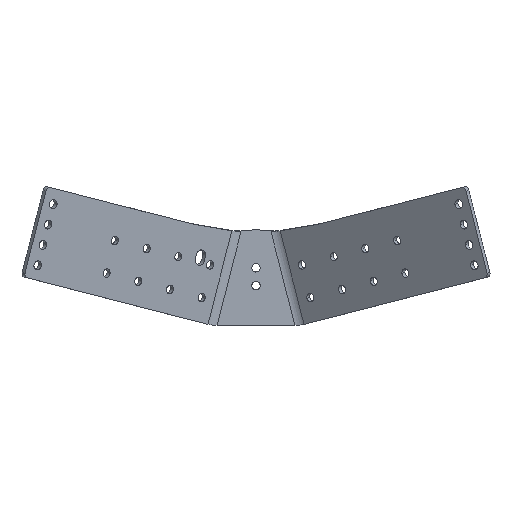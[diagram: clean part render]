
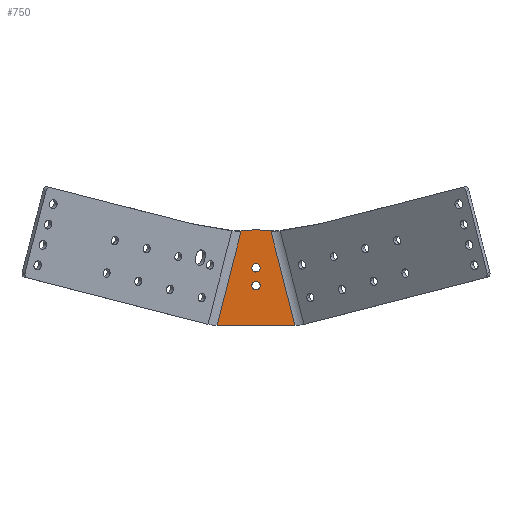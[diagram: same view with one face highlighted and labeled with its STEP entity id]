
A CAD part, top view. The second image highlights one B-rep face of the part: STEP entity #750.
In plain terms, the highlighted planar face has unit normal (0, 0, 1).
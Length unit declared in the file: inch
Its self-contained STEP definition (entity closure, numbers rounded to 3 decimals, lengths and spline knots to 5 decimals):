
#12 = CARTESIAN_POINT ( 'NONE',  ( 0., 2.27162, 0. ) ) ;
#55 = CARTESIAN_POINT ( 'NONE',  ( 0., 1.36583, 0. ) ) ;
#75 = VERTEX_POINT ( 'NONE', #2088 ) ;
#101 = PLANE ( 'NONE',  #1795 ) ;
#104 = ORIENTED_EDGE ( 'NONE', *, *, #2639, .T. ) ;
#114 = CARTESIAN_POINT ( 'NONE',  ( 0., 0.94083, 0. ) ) ;
#131 = DIRECTION ( 'NONE',  ( 0., 0., -1. ) ) ;
#179 = CARTESIAN_POINT ( 'NONE',  ( 0., 0., 0. ) ) ;
#182 = VERTEX_POINT ( 'NONE', #282 ) ;
#203 = EDGE_LOOP ( 'NONE', ( #2956, #2157 ) ) ;
#236 = CARTESIAN_POINT ( 'NONE',  ( 0.1005, 0.94083, 0. ) ) ;
#270 = VECTOR ( 'NONE', #486, 39.37008 ) ;
#282 = CARTESIAN_POINT ( 'NONE',  ( -0.92487, 0., 0. ) ) ;
#293 = VECTOR ( 'NONE', #1845, 39.37008 ) ;
#296 = EDGE_CURVE ( 'NONE', #1778, #1888, #402, .T. ) ;
#309 = CARTESIAN_POINT ( 'NONE',  ( 0.1005, 1.36583, 0. ) ) ;
#402 = CIRCLE ( 'NONE', #1206, 0.1005 ) ;
#414 = CARTESIAN_POINT ( 'NONE',  ( 0., 2.17124, 0. ) ) ;
#427 = VECTOR ( 'NONE', #2612, 39.37008 ) ;
#453 = VERTEX_POINT ( 'NONE', #1849 ) ;
#486 = DIRECTION ( 'NONE',  ( -0.996, -0.087, 0. ) ) ;
#495 = ORIENTED_EDGE ( 'NONE', *, *, #2196, .T. ) ;
#537 = FACE_OUTER_BOUND ( 'NONE', #2873, .T. ) ;
#551 = EDGE_CURVE ( 'NONE', #75, #1952, #2065, .T. ) ;
#557 = CARTESIAN_POINT ( 'NONE',  ( -0.00866, 2.27087, 0. ) ) ;
#654 = DIRECTION ( 'NONE',  ( 0., 1., 0. ) ) ;
#677 = ORIENTED_EDGE ( 'NONE', *, *, #904, .F. ) ;
#719 = CARTESIAN_POINT ( 'NONE',  ( -0.35215, 2.24102, 0. ) ) ;
#750 = ADVANCED_FACE ( 'NONE', ( #2027, #1078, #537 ), #101, .F. ) ;
#787 = CARTESIAN_POINT ( 'NONE',  ( 0., 0.63885, 0. ) ) ;
#791 = VECTOR ( 'NONE', #1358, 39.37008 ) ;
#826 = AXIS2_PLACEMENT_3D ( 'NONE', #1212, #1442, #1759 ) ;
#835 = DIRECTION ( 'NONE',  ( 0., 0., -1. ) ) ;
#844 = EDGE_CURVE ( 'NONE', #1752, #1426, #1155, .T. ) ;
#888 = AXIS2_PLACEMENT_3D ( 'NONE', #1337, #131, #654 ) ;
#904 = EDGE_CURVE ( 'NONE', #75, #182, #1873, .T. ) ;
#925 = LINE ( 'NONE', #1681, #427 ) ;
#972 = CARTESIAN_POINT ( 'NONE',  ( -0.1005, 0.94083, 0. ) ) ;
#1003 = AXIS2_PLACEMENT_3D ( 'NONE', #414, #1611, #2797 ) ;
#1014 = DIRECTION ( 'NONE',  ( 0., 0., -1. ) ) ;
#1078 = FACE_BOUND ( 'NONE', #1794, .T. ) ;
#1124 = CARTESIAN_POINT ( 'NONE',  ( 0.54857, 2.22395, 0. ) ) ;
#1155 = CIRCLE ( 'NONE', #1003, 0.1 ) ;
#1206 = AXIS2_PLACEMENT_3D ( 'NONE', #114, #835, #2963 ) ;
#1212 = CARTESIAN_POINT ( 'NONE',  ( 0., 1.36583, 0. ) ) ;
#1231 = VERTEX_POINT ( 'NONE', #309 ) ;
#1234 = DIRECTION ( 'NONE',  ( 0., 1., 0. ) ) ;
#1337 = CARTESIAN_POINT ( 'NONE',  ( 0., 0.94083, 0. ) ) ;
#1358 = DIRECTION ( 'NONE',  ( -0.248, 0.969, 0. ) ) ;
#1362 = ORIENTED_EDGE ( 'NONE', *, *, #3086, .T. ) ;
#1426 = VERTEX_POINT ( 'NONE', #557 ) ;
#1442 = DIRECTION ( 'NONE',  ( 0., 0., -1. ) ) ;
#1499 = CARTESIAN_POINT ( 'NONE',  ( 0.35215, 2.24102, 0. ) ) ;
#1522 = CIRCLE ( 'NONE', #2813, 0.1005 ) ;
#1570 = DIRECTION ( 'NONE',  ( -0.996, 0.087, 0. ) ) ;
#1591 = LINE ( 'NONE', #1124, #2138 ) ;
#1611 = DIRECTION ( 'NONE',  ( 0., 0., 1. ) ) ;
#1681 = CARTESIAN_POINT ( 'NONE',  ( -0.71491, 0.82156, 0. ) ) ;
#1699 = ORIENTED_EDGE ( 'NONE', *, *, #2355, .T. ) ;
#1752 = VERTEX_POINT ( 'NONE', #2335 ) ;
#1759 = DIRECTION ( 'NONE',  ( 0., 1., 0. ) ) ;
#1778 = VERTEX_POINT ( 'NONE', #236 ) ;
#1794 = EDGE_LOOP ( 'NONE', ( #1699, #2084 ) ) ;
#1795 = AXIS2_PLACEMENT_3D ( 'NONE', #787, #2680, #2213 ) ;
#1845 = DIRECTION ( 'NONE',  ( -1., 0., 0. ) ) ;
#1849 = CARTESIAN_POINT ( 'NONE',  ( -0.1005, 1.36583, 0. ) ) ;
#1873 = LINE ( 'NONE', #179, #293 ) ;
#1888 = VERTEX_POINT ( 'NONE', #972 ) ;
#1952 = VERTEX_POINT ( 'NONE', #1499 ) ;
#2023 = CIRCLE ( 'NONE', #826, 0.1005 ) ;
#2027 = FACE_BOUND ( 'NONE', #203, .T. ) ;
#2065 = LINE ( 'NONE', #3003, #791 ) ;
#2084 = ORIENTED_EDGE ( 'NONE', *, *, #2642, .T. ) ;
#2088 = CARTESIAN_POINT ( 'NONE',  ( 0.92487, 0., 0. ) ) ;
#2138 = VECTOR ( 'NONE', #1570, 39.37008 ) ;
#2157 = ORIENTED_EDGE ( 'NONE', *, *, #296, .T. ) ;
#2179 = LINE ( 'NONE', #12, #270 ) ;
#2196 = EDGE_CURVE ( 'NONE', #2669, #182, #925, .T. ) ;
#2213 = DIRECTION ( 'NONE',  ( 0., 1., 0. ) ) ;
#2335 = CARTESIAN_POINT ( 'NONE',  ( 0.00866, 2.27087, 0. ) ) ;
#2355 = EDGE_CURVE ( 'NONE', #453, #1231, #1522, .T. ) ;
#2426 = CIRCLE ( 'NONE', #888, 0.1005 ) ;
#2612 = DIRECTION ( 'NONE',  ( -0.248, -0.969, 0. ) ) ;
#2639 = EDGE_CURVE ( 'NONE', #1426, #2669, #2179, .T. ) ;
#2642 = EDGE_CURVE ( 'NONE', #1231, #453, #2023, .T. ) ;
#2669 = VERTEX_POINT ( 'NONE', #719 ) ;
#2680 = DIRECTION ( 'NONE',  ( 0., 0., -1. ) ) ;
#2741 = EDGE_CURVE ( 'NONE', #1888, #1778, #2426, .T. ) ;
#2797 = DIRECTION ( 'NONE',  ( -1., 0., 0. ) ) ;
#2813 = AXIS2_PLACEMENT_3D ( 'NONE', #55, #1014, #1234 ) ;
#2873 = EDGE_LOOP ( 'NONE', ( #1362, #3055, #104, #495, #677, #2969 ) ) ;
#2956 = ORIENTED_EDGE ( 'NONE', *, *, #2741, .T. ) ;
#2963 = DIRECTION ( 'NONE',  ( 0., 1., 0. ) ) ;
#2969 = ORIENTED_EDGE ( 'NONE', *, *, #551, .T. ) ;
#3003 = CARTESIAN_POINT ( 'NONE',  ( 0.71491, 0.82156, 0. ) ) ;
#3055 = ORIENTED_EDGE ( 'NONE', *, *, #844, .T. ) ;
#3086 = EDGE_CURVE ( 'NONE', #1952, #1752, #1591, .T. ) ;
